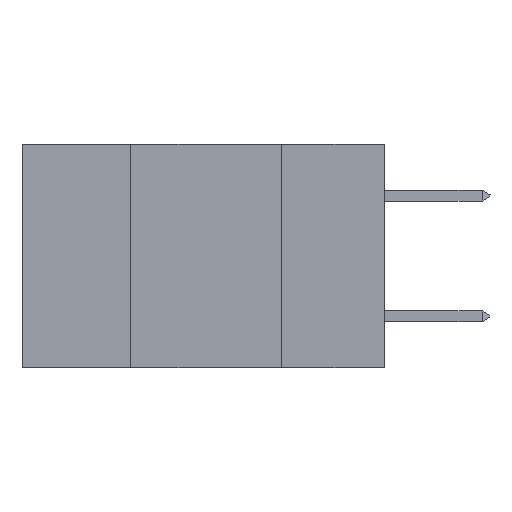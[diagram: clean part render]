
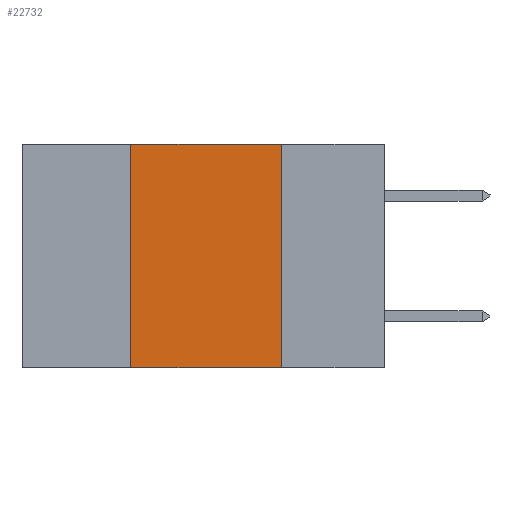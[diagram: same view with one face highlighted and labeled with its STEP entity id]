
A CAD part, left-side view. The second image highlights one B-rep face of the part: STEP entity #22732.
In plain terms, the highlighted planar face has unit normal (-1, 0, 0).
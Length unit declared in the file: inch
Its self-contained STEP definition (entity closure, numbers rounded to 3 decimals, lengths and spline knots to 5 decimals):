
#634 = VERTEX_POINT ( 'NONE', #3271 ) ;
#2054 = CARTESIAN_POINT ( 'NONE',  ( 0., 0.6, 0. ) ) ;
#2488 = EDGE_CURVE ( 'NONE', #10489, #18679, #17873, .T. ) ;
#2769 = AXIS2_PLACEMENT_3D ( 'NONE', #2054, #4448, #20904 ) ;
#3271 = CARTESIAN_POINT ( 'NONE',  ( 0., 0.17, 0. ) ) ;
#4448 = DIRECTION ( 'NONE',  ( 1., 0., 0. ) ) ;
#5036 = EDGE_CURVE ( 'NONE', #10489, #27348, #29357, .T. ) ;
#5100 = VECTOR ( 'NONE', #7868, 39.37008 ) ;
#7868 = DIRECTION ( 'NONE',  ( 0., -1., 0. ) ) ;
#8808 = CARTESIAN_POINT ( 'NONE',  ( 0., 0.17, 0. ) ) ;
#9030 = VECTOR ( 'NONE', #11162, 39.37008 ) ;
#10489 = VERTEX_POINT ( 'NONE', #15893 ) ;
#10568 = ORIENTED_EDGE ( 'NONE', *, *, #22634, .F. ) ;
#11162 = DIRECTION ( 'NONE',  ( 0., 0., -1. ) ) ;
#11201 = EDGE_CURVE ( 'NONE', #18679, #634, #13847, .T. ) ;
#11685 = VECTOR ( 'NONE', #28677, 39.37008 ) ;
#12432 = ORIENTED_EDGE ( 'NONE', *, *, #5036, .T. ) ;
#12522 = CARTESIAN_POINT ( 'NONE',  ( 0., 0.6, -0.37 ) ) ;
#13638 = DIRECTION ( 'NONE',  ( 0., -1., 0. ) ) ;
#13809 = CARTESIAN_POINT ( 'NONE',  ( 0., 0.42, 0. ) ) ;
#13847 = LINE ( 'NONE', #30011, #25511 ) ;
#14302 = EDGE_LOOP ( 'NONE', ( #10568, #21924, #15485, #12432 ) ) ;
#15485 = ORIENTED_EDGE ( 'NONE', *, *, #2488, .F. ) ;
#15893 = CARTESIAN_POINT ( 'NONE',  ( 0., 0.42, -0.37 ) ) ;
#17873 = LINE ( 'NONE', #23955, #11685 ) ;
#18679 = VERTEX_POINT ( 'NONE', #13809 ) ;
#20904 = DIRECTION ( 'NONE',  ( 0., 0., -1. ) ) ;
#21521 = LINE ( 'NONE', #8808, #9030 ) ;
#21924 = ORIENTED_EDGE ( 'NONE', *, *, #11201, .F. ) ;
#22634 = EDGE_CURVE ( 'NONE', #634, #27348, #21521, .T. ) ;
#22732 = ADVANCED_FACE ( 'NONE', ( #25501 ), #30242, .F. ) ;
#23955 = CARTESIAN_POINT ( 'NONE',  ( 0., 0.42, 0. ) ) ;
#25501 = FACE_OUTER_BOUND ( 'NONE', #14302, .T. ) ;
#25511 = VECTOR ( 'NONE', #13638, 39.37008 ) ;
#26903 = CARTESIAN_POINT ( 'NONE',  ( 0., 0.17, -0.37 ) ) ;
#27348 = VERTEX_POINT ( 'NONE', #26903 ) ;
#28677 = DIRECTION ( 'NONE',  ( 0., 0., 1. ) ) ;
#29357 = LINE ( 'NONE', #12522, #5100 ) ;
#30011 = CARTESIAN_POINT ( 'NONE',  ( 0., 0.6, 0. ) ) ;
#30242 = PLANE ( 'NONE',  #2769 ) ;
